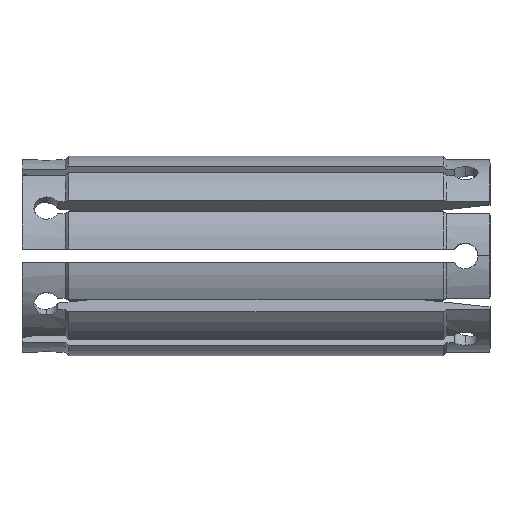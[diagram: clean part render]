
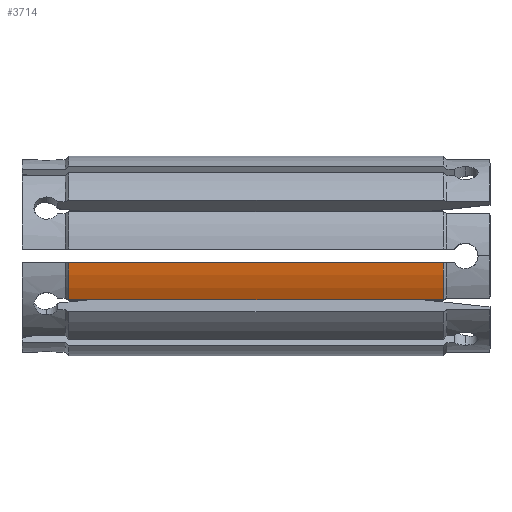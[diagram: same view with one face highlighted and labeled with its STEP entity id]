
A CAD part, top view. The second image highlights one B-rep face of the part: STEP entity #3714.
In plain terms, the highlighted cylindrical face has radius 23.622 mm (diameter 47.244 mm), a partial arc.
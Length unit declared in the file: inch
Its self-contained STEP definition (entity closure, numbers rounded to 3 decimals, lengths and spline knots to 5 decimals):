
#9 = EDGE_CURVE ( 'NONE', #5841, #5503, #2412, .T. ) ;
#16 = AXIS2_PLACEMENT_3D ( 'NONE', #4068, #3609, #388 ) ;
#31 = CARTESIAN_POINT ( 'NONE',  ( 0., -0.40982, 0.83483 ) ) ;
#159 = CARTESIAN_POINT ( 'NONE',  ( -1.7375, -0.40982, 0.83483 ) ) ;
#388 = DIRECTION ( 'NONE',  ( 0., 0., 1. ) ) ;
#404 = CARTESIAN_POINT ( 'NONE',  ( -1.7375, 0., 0. ) ) ;
#592 = EDGE_LOOP ( 'NONE', ( #4482, #2500, #5959, #1740 ) ) ;
#677 = EDGE_CURVE ( 'NONE', #5841, #3459, #2367, .T. ) ;
#1326 = VERTEX_POINT ( 'NONE', #2428 ) ;
#1597 = DIRECTION ( 'NONE',  ( 1., 0., 0. ) ) ;
#1632 = VECTOR ( 'NONE', #5396, 39.37008 ) ;
#1740 = ORIENTED_EDGE ( 'NONE', *, *, #3095, .F. ) ;
#2367 = LINE ( 'NONE', #31, #3111 ) ;
#2412 = CIRCLE ( 'NONE', #2521, 0.93 ) ;
#2428 = CARTESIAN_POINT ( 'NONE',  ( 1.7375, -0.0625, 0.9279 ) ) ;
#2500 = ORIENTED_EDGE ( 'NONE', *, *, #677, .T. ) ;
#2521 = AXIS2_PLACEMENT_3D ( 'NONE', #404, #4207, #3166 ) ;
#2960 = CARTESIAN_POINT ( 'NONE',  ( -1.7375, -0.0625, 0.9279 ) ) ;
#3056 = EDGE_CURVE ( 'NONE', #3459, #1326, #4959, .T. ) ;
#3095 = EDGE_CURVE ( 'NONE', #5503, #1326, #5307, .T. ) ;
#3111 = VECTOR ( 'NONE', #1597, 39.37008 ) ;
#3166 = DIRECTION ( 'NONE',  ( 0., 0., 1. ) ) ;
#3390 = DIRECTION ( 'NONE',  ( 0., 0., 1. ) ) ;
#3459 = VERTEX_POINT ( 'NONE', #4540 ) ;
#3508 = CARTESIAN_POINT ( 'NONE',  ( 0., -0.0625, 0.9279 ) ) ;
#3609 = DIRECTION ( 'NONE',  ( -1., 0., 0. ) ) ;
#3714 = ADVANCED_FACE ( 'NONE', ( #4191 ), #5007, .T. ) ;
#3789 = DIRECTION ( 'NONE',  ( -1., 0., 0. ) ) ;
#4068 = CARTESIAN_POINT ( 'NONE',  ( 0., 0., 0. ) ) ;
#4156 = CARTESIAN_POINT ( 'NONE',  ( 1.7375, 0., 0. ) ) ;
#4191 = FACE_OUTER_BOUND ( 'NONE', #592, .T. ) ;
#4207 = DIRECTION ( 'NONE',  ( -1., 0., 0. ) ) ;
#4482 = ORIENTED_EDGE ( 'NONE', *, *, #9, .F. ) ;
#4540 = CARTESIAN_POINT ( 'NONE',  ( 1.7375, -0.40982, 0.83483 ) ) ;
#4959 = CIRCLE ( 'NONE', #5351, 0.93 ) ;
#5007 = CYLINDRICAL_SURFACE ( 'NONE', #16, 0.93 ) ;
#5307 = LINE ( 'NONE', #3508, #1632 ) ;
#5351 = AXIS2_PLACEMENT_3D ( 'NONE', #4156, #3789, #3390 ) ;
#5396 = DIRECTION ( 'NONE',  ( 1., 0., 0. ) ) ;
#5503 = VERTEX_POINT ( 'NONE', #2960 ) ;
#5841 = VERTEX_POINT ( 'NONE', #159 ) ;
#5959 = ORIENTED_EDGE ( 'NONE', *, *, #3056, .T. ) ;
